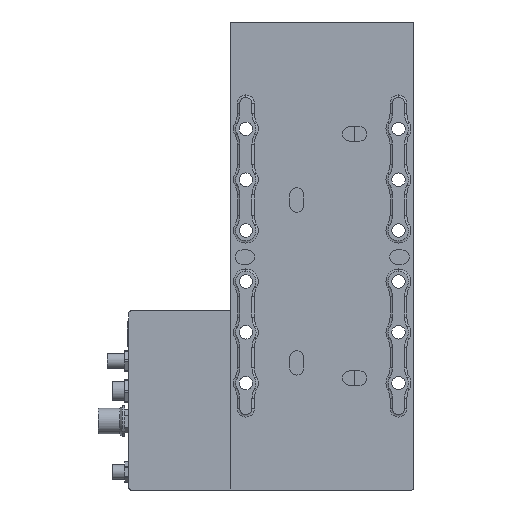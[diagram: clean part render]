
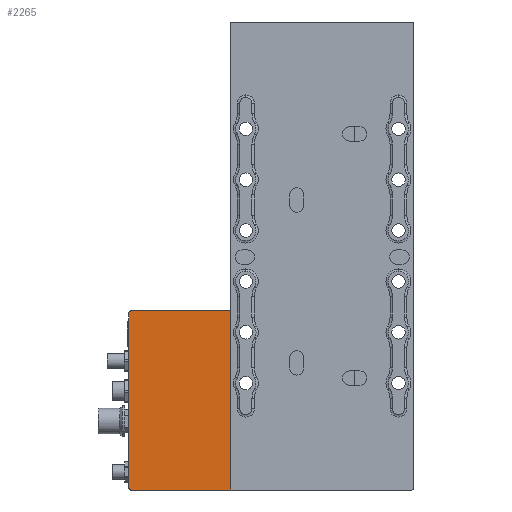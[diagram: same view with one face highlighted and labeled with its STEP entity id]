
A CAD part, front view. The second image highlights one B-rep face of the part: STEP entity #2265.
In plain terms, the highlighted planar face has unit normal (0, -1, 0).
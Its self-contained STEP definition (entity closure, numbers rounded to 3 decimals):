
#366 = CARTESIAN_POINT ( 'NONE',  ( -95., 0.5, -28. ) ) ;
#800 = VERTEX_POINT ( 'NONE', #15566 ) ;
#1092 = VERTEX_POINT ( 'NONE', #11617 ) ;
#1174 = DIRECTION ( 'NONE',  ( 0., -1., 0. ) ) ;
#1178 = CIRCLE ( 'NONE', #3792, 1. ) ;
#1362 = VERTEX_POINT ( 'NONE', #366 ) ;
#2082 = EDGE_LOOP ( 'NONE', ( #12604, #10388, #5445, #13027, #19406, #11895 ) ) ;
#2265 = ADVANCED_FACE ( 'NONE', ( #5340 ), #8550, .T. ) ;
#2905 = CARTESIAN_POINT ( 'NONE',  ( -94., 0.5, -114. ) ) ;
#2922 = VECTOR ( 'NONE', #8445, 1000. ) ;
#3010 = CARTESIAN_POINT ( 'NONE',  ( -45., 0.5, -115. ) ) ;
#3704 = VECTOR ( 'NONE', #15446, 1000. ) ;
#3792 = AXIS2_PLACEMENT_3D ( 'NONE', #16688, #9781, #6011 ) ;
#3973 = EDGE_CURVE ( 'NONE', #22020, #22504, #12307, .T. ) ;
#4105 = EDGE_CURVE ( 'NONE', #16259, #800, #8067, .T. ) ;
#4651 = CARTESIAN_POINT ( 'NONE',  ( -95., 0.5, -27. ) ) ;
#5340 = FACE_OUTER_BOUND ( 'NONE', #2082, .T. ) ;
#5445 = ORIENTED_EDGE ( 'NONE', *, *, #17846, .F. ) ;
#5576 = EDGE_CURVE ( 'NONE', #1362, #16259, #15416, .T. ) ;
#6011 = DIRECTION ( 'NONE',  ( 1., 0., 0. ) ) ;
#6674 = CARTESIAN_POINT ( 'NONE',  ( -95., 0.5, -27. ) ) ;
#6731 = LINE ( 'NONE', #9822, #2922 ) ;
#7097 = VECTOR ( 'NONE', #17683, 1000. ) ;
#7510 = EDGE_CURVE ( 'NONE', #22020, #1092, #13481, .T. ) ;
#8067 = CIRCLE ( 'NONE', #13930, 1. ) ;
#8162 = DIRECTION ( 'NONE',  ( 1., 0., 0. ) ) ;
#8445 = DIRECTION ( 'NONE',  ( -1., 0., 0. ) ) ;
#8550 = PLANE ( 'NONE',  #21501 ) ;
#9781 = DIRECTION ( 'NONE',  ( 0., -1., 0. ) ) ;
#9822 = CARTESIAN_POINT ( 'NONE',  ( -95., 0.5, -115. ) ) ;
#10152 = DIRECTION ( 'NONE',  ( 1., 0., 0. ) ) ;
#10388 = ORIENTED_EDGE ( 'NONE', *, *, #4105, .T. ) ;
#11617 = CARTESIAN_POINT ( 'NONE',  ( -94., 0.5, -27. ) ) ;
#11689 = CARTESIAN_POINT ( 'NONE',  ( -95., 0.5, -114. ) ) ;
#11733 = VECTOR ( 'NONE', #22270, 1000. ) ;
#11895 = ORIENTED_EDGE ( 'NONE', *, *, #15348, .T. ) ;
#12307 = LINE ( 'NONE', #17053, #11733 ) ;
#12604 = ORIENTED_EDGE ( 'NONE', *, *, #5576, .T. ) ;
#13027 = ORIENTED_EDGE ( 'NONE', *, *, #3973, .F. ) ;
#13481 = LINE ( 'NONE', #4651, #3704 ) ;
#13620 = CARTESIAN_POINT ( 'NONE',  ( -95., 0.5, -27. ) ) ;
#13930 = AXIS2_PLACEMENT_3D ( 'NONE', #2905, #1174, #8162 ) ;
#14856 = CARTESIAN_POINT ( 'NONE',  ( -45., 0.5, -27. ) ) ;
#15348 = EDGE_CURVE ( 'NONE', #1092, #1362, #1178, .T. ) ;
#15416 = LINE ( 'NONE', #6674, #7097 ) ;
#15446 = DIRECTION ( 'NONE',  ( -1., 0., 0. ) ) ;
#15566 = CARTESIAN_POINT ( 'NONE',  ( -94., 0.5, -115. ) ) ;
#16259 = VERTEX_POINT ( 'NONE', #11689 ) ;
#16688 = CARTESIAN_POINT ( 'NONE',  ( -94., 0.5, -28. ) ) ;
#17053 = CARTESIAN_POINT ( 'NONE',  ( -45., 0.5, -27. ) ) ;
#17683 = DIRECTION ( 'NONE',  ( 0., 0., -1. ) ) ;
#17846 = EDGE_CURVE ( 'NONE', #22504, #800, #6731, .T. ) ;
#19406 = ORIENTED_EDGE ( 'NONE', *, *, #7510, .T. ) ;
#20599 = DIRECTION ( 'NONE',  ( 0., -1., 0. ) ) ;
#21501 = AXIS2_PLACEMENT_3D ( 'NONE', #13620, #20599, #10152 ) ;
#22020 = VERTEX_POINT ( 'NONE', #14856 ) ;
#22270 = DIRECTION ( 'NONE',  ( 0., 0., -1. ) ) ;
#22504 = VERTEX_POINT ( 'NONE', #3010 ) ;
